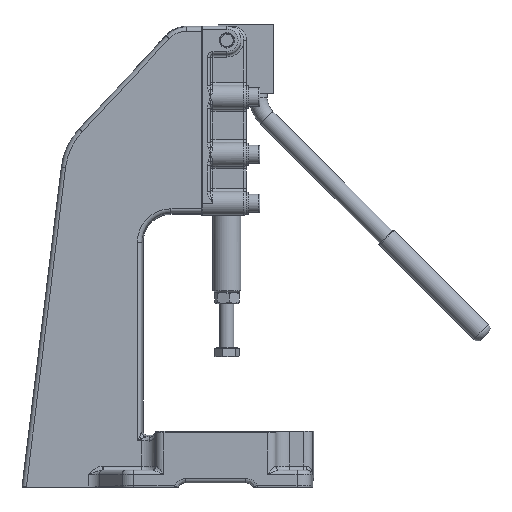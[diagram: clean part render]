
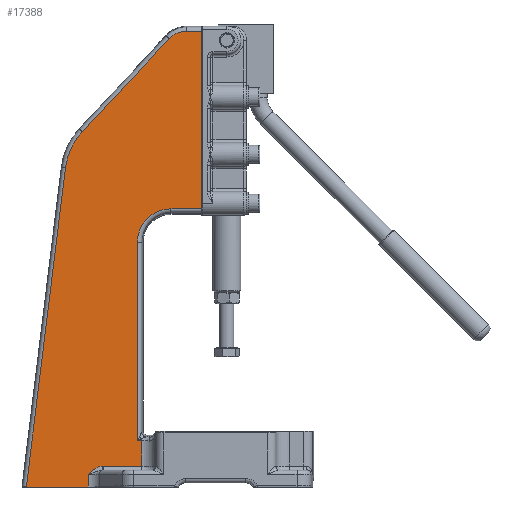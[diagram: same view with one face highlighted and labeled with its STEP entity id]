
A CAD part, front view. The second image highlights one B-rep face of the part: STEP entity #17388.
In plain terms, the highlighted planar face has unit normal (0, -1, 0).
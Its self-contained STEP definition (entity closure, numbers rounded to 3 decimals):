
#1617=B_SPLINE_CURVE_WITH_KNOTS('',3,(#28555,#28556,#28557,#28558,#28559,
#28560,#28561,#28562,#28563,#28564,#28565,#28566),.UNSPECIFIED.,.F.,.F.,
(4,1,1,1,1,1,1,2,4),(-1.178,-0.942,-0.824,
-0.707,-0.589,-0.471,-0.236,
0.,0.001),.UNSPECIFIED.);
#1976=PLANE('',#18896);
#2285=ELLIPSE('',#18897,7.325,6.);
#2286=ELLIPSE('',#18899,17.012,17.);
#2882=FACE_OUTER_BOUND('',#3945,.T.);
#3945=EDGE_LOOP('',(#12624,#12625,#12626,#12627,#12628,#12629,#12630,#12631,
#12632,#12633,#12634,#12635,#12636,#12637,#12638,#12639));
#5003=LINE('',#26187,#5860);
#5023=LINE('',#26582,#5880);
#5077=LINE('',#28272,#5934);
#5080=LINE('',#28283,#5937);
#5124=LINE('',#28551,#5981);
#5125=LINE('',#28570,#5982);
#5126=LINE('',#28572,#5983);
#5127=LINE('',#28574,#5984);
#5128=LINE('',#28576,#5985);
#5129=LINE('',#28579,#5986);
#5130=LINE('',#28583,#5987);
#5860=VECTOR('',#20987,10.);
#5880=VECTOR('',#21095,10.);
#5934=VECTOR('',#21331,10.);
#5937=VECTOR('',#21342,10.);
#5981=VECTOR('',#21484,10.);
#5982=VECTOR('',#21491,10.);
#5983=VECTOR('',#21492,10.);
#5984=VECTOR('',#21493,10.);
#5985=VECTOR('',#21494,10.);
#5986=VECTOR('',#21497,10.);
#5987=VECTOR('',#21500,10.);
#6823=CIRCLE('',#18898,23.997);
#6824=CIRCLE('',#18900,46.003);
#7836=VERTEX_POINT('',#26184);
#7837=VERTEX_POINT('',#26186);
#7890=VERTEX_POINT('',#26579);
#7891=VERTEX_POINT('',#26581);
#8027=VERTEX_POINT('',#28271);
#8031=VERTEX_POINT('',#28281);
#8084=VERTEX_POINT('',#28550);
#8085=VERTEX_POINT('',#28554);
#8086=VERTEX_POINT('',#28567);
#8087=VERTEX_POINT('',#28569);
#8088=VERTEX_POINT('',#28571);
#8089=VERTEX_POINT('',#28573);
#8090=VERTEX_POINT('',#28575);
#8091=VERTEX_POINT('',#28578);
#8092=VERTEX_POINT('',#28580);
#8093=VERTEX_POINT('',#28582);
#9494=EDGE_CURVE('',#7837,#7836,#5003,.T.);
#9557=EDGE_CURVE('',#7891,#7890,#5023,.T.);
#9721=EDGE_CURVE('',#7891,#8027,#5077,.T.);
#9727=EDGE_CURVE('',#8031,#7890,#5080,.T.);
#9803=EDGE_CURVE('',#7837,#8084,#5124,.T.);
#9805=EDGE_CURVE('',#8085,#8031,#1617,.T.);
#9806=EDGE_CURVE('',#8086,#8085,#2285,.T.);
#9807=EDGE_CURVE('',#8087,#8086,#5125,.T.);
#9808=EDGE_CURVE('',#8088,#8087,#5126,.T.);
#9809=EDGE_CURVE('',#8088,#8089,#5127,.T.);
#9810=EDGE_CURVE('',#8090,#8089,#5128,.T.);
#9811=EDGE_CURVE('',#8084,#8090,#6823,.T.);
#9812=EDGE_CURVE('',#8091,#7836,#5129,.T.);
#9813=EDGE_CURVE('',#8092,#8091,#2286,.T.);
#9814=EDGE_CURVE('',#8093,#8092,#5130,.T.);
#9815=EDGE_CURVE('',#8027,#8093,#6824,.T.);
#12624=ORIENTED_EDGE('',*,*,#9557,.T.);
#12625=ORIENTED_EDGE('',*,*,#9727,.F.);
#12626=ORIENTED_EDGE('',*,*,#9805,.F.);
#12627=ORIENTED_EDGE('',*,*,#9806,.F.);
#12628=ORIENTED_EDGE('',*,*,#9807,.F.);
#12629=ORIENTED_EDGE('',*,*,#9808,.F.);
#12630=ORIENTED_EDGE('',*,*,#9809,.T.);
#12631=ORIENTED_EDGE('',*,*,#9810,.F.);
#12632=ORIENTED_EDGE('',*,*,#9811,.F.);
#12633=ORIENTED_EDGE('',*,*,#9803,.F.);
#12634=ORIENTED_EDGE('',*,*,#9494,.T.);
#12635=ORIENTED_EDGE('',*,*,#9812,.F.);
#12636=ORIENTED_EDGE('',*,*,#9813,.F.);
#12637=ORIENTED_EDGE('',*,*,#9814,.F.);
#12638=ORIENTED_EDGE('',*,*,#9815,.F.);
#12639=ORIENTED_EDGE('',*,*,#9721,.F.);
#17388=ADVANCED_FACE('',(#2882),#1976,.F.);
#18896=AXIS2_PLACEMENT_3D('',#28553,#21487,#21488);
#18897=AXIS2_PLACEMENT_3D('',#28568,#21489,#21490);
#18898=AXIS2_PLACEMENT_3D('',#28577,#21495,#21496);
#18899=AXIS2_PLACEMENT_3D('',#28581,#21498,#21499);
#18900=AXIS2_PLACEMENT_3D('',#28584,#21501,#21502);
#20987=DIRECTION('',(0.,0.,1.));
#21095=DIRECTION('',(1.,0.,0.));
#21331=DIRECTION('',(0.122,0.,0.993));
#21342=DIRECTION('',(0.,0.,-1.));
#21484=DIRECTION('',(-1.,0.,0.));
#21487=DIRECTION('center_axis',(0.,1.,0.));
#21488=DIRECTION('ref_axis',(-1.,0.,0.));
#21489=DIRECTION('center_axis',(0.,-1.,0.));
#21490=DIRECTION('ref_axis',(-1.,0.,0.));
#21491=DIRECTION('',(-1.,0.,0.));
#21492=DIRECTION('',(0.,0.,-1.));
#21493=DIRECTION('',(-1.,0.,0.));
#21494=DIRECTION('',(0.,0.,-1.));
#21495=DIRECTION('center_axis',(0.,-1.,0.));
#21496=DIRECTION('ref_axis',(-0.707,0.,0.707));
#21497=DIRECTION('',(1.,0.,0.));
#21498=DIRECTION('center_axis',(0.,1.,0.));
#21499=DIRECTION('ref_axis',(-0.398,0.,0.917));
#21500=DIRECTION('',(0.683,0.,0.731));
#21501=DIRECTION('center_axis',(0.,1.,0.));
#21502=DIRECTION('ref_axis',(-0.906,0.,0.423));
#26184=CARTESIAN_POINT('',(-18.,-31.5,326.003));
#26186=CARTESIAN_POINT('',(-18.,-31.5,198.997));
#26187=CARTESIAN_POINT('',(-18.,-31.5,163.));
#26579=CARTESIAN_POINT('',(-99.262,-31.5,0.));
#26581=CARTESIAN_POINT('',(-143.482,-31.5,0.));
#26582=CARTESIAN_POINT('',(-10.028,-31.5,0.));
#28271=CARTESIAN_POINT('',(-115.443,-31.5,228.36));
#28272=CARTESIAN_POINT('',(-128.345,-31.5,123.275));
#28281=CARTESIAN_POINT('',(-99.262,-31.5,9.));
#28283=CARTESIAN_POINT('',(-99.262,-31.5,-4.));
#28550=CARTESIAN_POINT('',(-40.,-31.5,198.997));
#28551=CARTESIAN_POINT('',(-67.028,-31.5,198.997));
#28553=CARTESIAN_POINT('Origin',(-94.057,-31.5,-4.));
#28554=CARTESIAN_POINT('',(-89.265,-31.5,14.947));
#28555=CARTESIAN_POINT('Ctrl Pts',(-89.265,-31.5,14.947));
#28556=CARTESIAN_POINT('Ctrl Pts',(-90.046,-31.5,
14.861));
#28557=CARTESIAN_POINT('Ctrl Pts',(-91.207,-31.5,
14.58));
#28558=CARTESIAN_POINT('Ctrl Pts',(-92.665,-31.5,
13.976));
#28559=CARTESIAN_POINT('Ctrl Pts',(-93.706,-31.5,13.432));
#28560=CARTESIAN_POINT('Ctrl Pts',(-94.706,-31.5,
12.809));
#28561=CARTESIAN_POINT('Ctrl Pts',(-95.989,-31.5,
11.893));
#28562=CARTESIAN_POINT('Ctrl Pts',(-97.512,-31.5,
10.62));
#28563=CARTESIAN_POINT('Ctrl Pts',(-98.676,-31.5,
9.543));
#28564=CARTESIAN_POINT('Ctrl Pts',(-99.255,-31.5,
9.006));
#28565=CARTESIAN_POINT('Ctrl Pts',(-99.259,-31.5,
9.003));
#28566=CARTESIAN_POINT('Ctrl Pts',(-99.262,-31.5,
9.));
#28567=CARTESIAN_POINT('',(-88.294,-31.5,15.));
#28568=CARTESIAN_POINT('Origin',(-88.294,-31.5,9.));
#28569=CARTESIAN_POINT('',(-61.,-31.5,15.));
#28570=CARTESIAN_POINT('',(-83.292,-31.5,15.));
#28571=CARTESIAN_POINT('',(-61.,-31.5,33.003));
#28572=CARTESIAN_POINT('',(-61.,-31.5,20.));
#28573=CARTESIAN_POINT('',(-63.997,-31.5,33.003));
#28574=CARTESIAN_POINT('',(-72.528,-31.5,33.003));
#28575=CARTESIAN_POINT('',(-63.997,-31.5,175.));
#28576=CARTESIAN_POINT('',(-63.997,-31.5,20.));
#28577=CARTESIAN_POINT('Origin',(-40.,-31.5,175.));
#28578=CARTESIAN_POINT('',(-28.887,-31.5,326.003));
#28579=CARTESIAN_POINT('',(-54.028,-31.5,326.003));
#28580=CARTESIAN_POINT('',(-41.301,-31.5,320.613));
#28581=CARTESIAN_POINT('Origin',(-28.878,-31.5,308.993));
#28582=CARTESIAN_POINT('',(-103.395,-31.5,254.162));
#28583=CARTESIAN_POINT('',(-131.453,-31.5,224.135));
#28584=CARTESIAN_POINT('Origin',(-69.783,-31.5,222.754));
